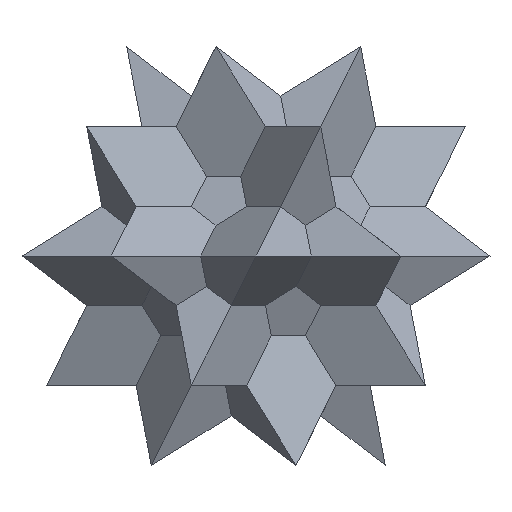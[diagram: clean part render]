
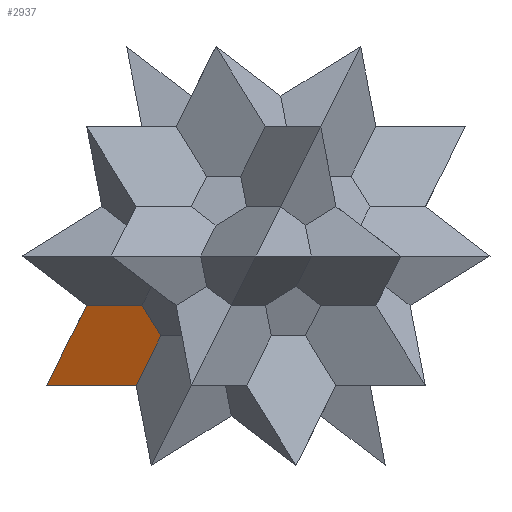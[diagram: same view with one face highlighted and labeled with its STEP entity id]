
A CAD part, left-side view. The second image highlights one B-rep face of the part: STEP entity #2937.
In plain terms, the highlighted planar face has unit normal (-0.934, 0.303, -0.188).
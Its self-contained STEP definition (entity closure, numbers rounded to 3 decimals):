
#162 = CARTESIAN_POINT ( 'NONE',  ( -16.667, 5.415, -3.347 ) ) ;
#210 = VERTEX_POINT ( 'NONE', #4405 ) ;
#426 = VERTEX_POINT ( 'NONE', #673 ) ;
#579 = CARTESIAN_POINT ( 'NONE',  ( -1.967, 39.825, -20.871 ) ) ;
#614 = ORIENTED_EDGE ( 'NONE', *, *, #3008, .F. ) ;
#668 = FACE_OUTER_BOUND ( 'NONE', #3622, .T. ) ;
#673 = CARTESIAN_POINT ( 'NONE',  ( -5.902, 24.369, -26.287 ) ) ;
#690 = B_SPLINE_CURVE_WITH_KNOTS ( 'NONE', 3,
 ( #6263, #3743, #3838, #5695 ),
 .UNSPECIFIED., .F., .F.,
 ( 4, 4 ),
 ( 0., 1. ),
 .UNSPECIFIED. ) ;
#722 = DIRECTION ( 'NONE',  ( -0.309, -0.951, 0. ) ) ;
#1094 = CARTESIAN_POINT ( 'NONE',  ( -5.902, 34.41, -10.041 ) ) ;
#1264 = CARTESIAN_POINT ( 'NONE',  ( 0., 42.533, -26.287 ) ) ;
#1493 = LINE ( 'NONE', #2915, #4390 ) ;
#1587 = EDGE_CURVE ( 'NONE', #3821, #1681, #2910, .T. ) ;
#1598 = DIRECTION ( 'NONE',  ( -0.934, 0.304, -0.188 ) ) ;
#1681 = VERTEX_POINT ( 'NONE', #1264 ) ;
#1765 = VECTOR ( 'NONE', #5895, 1000. ) ;
#1801 = CARTESIAN_POINT ( 'NONE',  ( -5.902, 34.41, -10.041 ) ) ;
#1928 = LINE ( 'NONE', #4904, #1765 ) ;
#2040 = AXIS2_PLACEMENT_3D ( 'NONE', #162, #1598, #6042 ) ;
#2163 = EDGE_CURVE ( 'NONE', #210, #3857, #1928, .T. ) ;
#2267 = LINE ( 'NONE', #1801, #4156 ) ;
#2334 = EDGE_CURVE ( 'NONE', #3821, #210, #2267, .T. ) ;
#2461 = DIRECTION ( 'NONE',  ( 0.309, 0.425, -0.851 ) ) ;
#2910 = B_SPLINE_CURVE_WITH_KNOTS ( 'NONE', 3,
 ( #4991, #6053, #579, #5931 ),
 .UNSPECIFIED., .F., .F.,
 ( 4, 4 ),
 ( 0., 1. ),
 .UNSPECIFIED. ) ;
#2915 = CARTESIAN_POINT ( 'NONE',  ( -9.549, 19.349, -16.246 ) ) ;
#2937 = ADVANCED_FACE ( 'NONE', ( #668 ), #3097, .T. ) ;
#3008 = EDGE_CURVE ( 'NONE', #426, #1681, #690, .T. ) ;
#3062 = CARTESIAN_POINT ( 'NONE',  ( -9.549, 19.349, -16.246 ) ) ;
#3097 = PLANE ( 'NONE',  #2040 ) ;
#3572 = EDGE_CURVE ( 'NONE', #3857, #426, #1493, .T. ) ;
#3622 = EDGE_LOOP ( 'NONE', ( #6034, #614, #4051, #6203, #6117 ) ) ;
#3743 = CARTESIAN_POINT ( 'NONE',  ( -3.934, 30.423, -26.287 ) ) ;
#3821 = VERTEX_POINT ( 'NONE', #1094 ) ;
#3838 = CARTESIAN_POINT ( 'NONE',  ( -1.967, 36.478, -26.287 ) ) ;
#3857 = VERTEX_POINT ( 'NONE', #3062 ) ;
#4051 = ORIENTED_EDGE ( 'NONE', *, *, #3572, .F. ) ;
#4156 = VECTOR ( 'NONE', #722, 1000. ) ;
#4390 = VECTOR ( 'NONE', #2461, 1000. ) ;
#4405 = CARTESIAN_POINT ( 'NONE',  ( -9.549, 23.184, -10.041 ) ) ;
#4904 = CARTESIAN_POINT ( 'NONE',  ( -9.549, 23.184, -10.041 ) ) ;
#4991 = CARTESIAN_POINT ( 'NONE',  ( -5.902, 34.41, -10.041 ) ) ;
#5695 = CARTESIAN_POINT ( 'NONE',  ( 0., 42.533, -26.287 ) ) ;
#5895 = DIRECTION ( 'NONE',  ( 0., -0.526, -0.851 ) ) ;
#5931 = CARTESIAN_POINT ( 'NONE',  ( 0., 42.533, -26.287 ) ) ;
#6034 = ORIENTED_EDGE ( 'NONE', *, *, #1587, .T. ) ;
#6042 = DIRECTION ( 'NONE',  ( 0.095, -0.294, -0.951 ) ) ;
#6053 = CARTESIAN_POINT ( 'NONE',  ( -3.934, 37.117, -15.456 ) ) ;
#6117 = ORIENTED_EDGE ( 'NONE', *, *, #2334, .F. ) ;
#6203 = ORIENTED_EDGE ( 'NONE', *, *, #2163, .F. ) ;
#6263 = CARTESIAN_POINT ( 'NONE',  ( -5.902, 24.369, -26.287 ) ) ;
